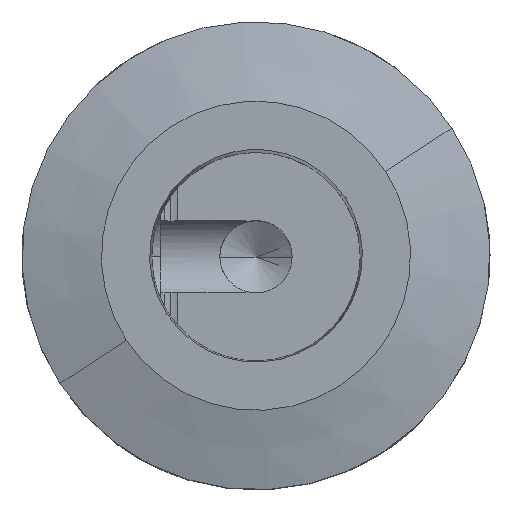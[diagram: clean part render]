
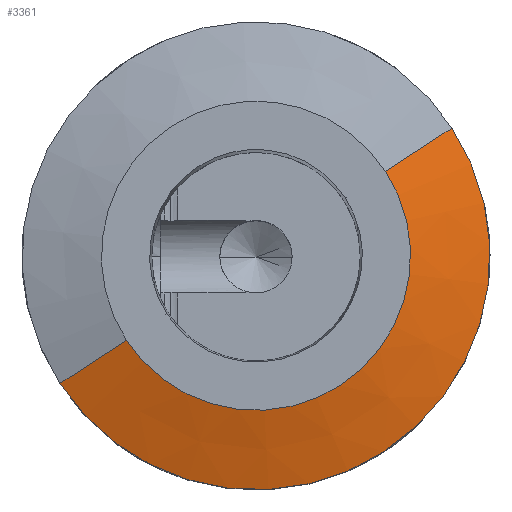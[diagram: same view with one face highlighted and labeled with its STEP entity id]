
A CAD part, top view. The second image highlights one B-rep face of the part: STEP entity #3361.
In plain terms, the highlighted conical face has half-angle 75 degrees and reference radius 14.536 mm.
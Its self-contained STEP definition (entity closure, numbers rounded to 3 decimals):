
#626 = CARTESIAN_POINT ( 'NONE',  ( 0., 0., 87. ) ) ;
#638 = EDGE_CURVE ( 'NONE', #4783, #1713, #5592, .T. ) ;
#1049 = ORIENTED_EDGE ( 'NONE', *, *, #6310, .T. ) ;
#1055 = AXIS2_PLACEMENT_3D ( 'NONE', #626, #4750, #2119 ) ;
#1133 = CARTESIAN_POINT ( 'NONE',  ( 12.178, 7.936, 87. ) ) ;
#1291 = DIRECTION ( 'NONE',  ( 0., 0., -1. ) ) ;
#1713 = VERTEX_POINT ( 'NONE', #3791 ) ;
#1861 = LINE ( 'NONE', #1971, #6575 ) ;
#1966 = CARTESIAN_POINT ( 'NONE',  ( 0., 0., 87. ) ) ;
#1971 = CARTESIAN_POINT ( 'NONE',  ( -12.178, -7.936, 87. ) ) ;
#2119 = DIRECTION ( 'NONE',  ( -0.838, -0.546, 0. ) ) ;
#2489 = EDGE_CURVE ( 'NONE', #5131, #4783, #4296, .T. ) ;
#2523 = ORIENTED_EDGE ( 'NONE', *, *, #3853, .T. ) ;
#2575 = AXIS2_PLACEMENT_3D ( 'NONE', #5950, #1291, #5932 ) ;
#2806 = FACE_OUTER_BOUND ( 'NONE', #4591, .T. ) ;
#2894 = ORIENTED_EDGE ( 'NONE', *, *, #2489, .F. ) ;
#3069 = CIRCLE ( 'NONE', #5448, 14.536 ) ;
#3361 = ADVANCED_FACE ( 'NONE', ( #2806 ), #6694, .T. ) ;
#3765 = DIRECTION ( 'NONE',  ( 0.809, 0.527, -0.259 ) ) ;
#3791 = CARTESIAN_POINT ( 'NONE',  ( -18.432, -12.011, 85. ) ) ;
#3853 = EDGE_CURVE ( 'NONE', #4573, #1713, #1861, .T. ) ;
#4061 = CARTESIAN_POINT ( 'NONE',  ( 12.178, 7.936, 87. ) ) ;
#4296 = LINE ( 'NONE', #1133, #5904 ) ;
#4573 = VERTEX_POINT ( 'NONE', #4599 ) ;
#4591 = EDGE_LOOP ( 'NONE', ( #2894, #1049, #2523, #6456 ) ) ;
#4599 = CARTESIAN_POINT ( 'NONE',  ( -12.178, -7.936, 87. ) ) ;
#4750 = DIRECTION ( 'NONE',  ( 0., 0., -1. ) ) ;
#4783 = VERTEX_POINT ( 'NONE', #6312 ) ;
#5086 = DIRECTION ( 'NONE',  ( 0., 0., -1. ) ) ;
#5131 = VERTEX_POINT ( 'NONE', #4061 ) ;
#5448 = AXIS2_PLACEMENT_3D ( 'NONE', #1966, #5086, #6626 ) ;
#5592 = CIRCLE ( 'NONE', #2575, 22. ) ;
#5607 = DIRECTION ( 'NONE',  ( -0.809, -0.527, -0.259 ) ) ;
#5904 = VECTOR ( 'NONE', #3765, 1000. ) ;
#5932 = DIRECTION ( 'NONE',  ( -0.838, -0.546, 0. ) ) ;
#5950 = CARTESIAN_POINT ( 'NONE',  ( 0., 0., 85. ) ) ;
#6310 = EDGE_CURVE ( 'NONE', #5131, #4573, #3069, .T. ) ;
#6312 = CARTESIAN_POINT ( 'NONE',  ( 18.432, 12.011, 85. ) ) ;
#6456 = ORIENTED_EDGE ( 'NONE', *, *, #638, .F. ) ;
#6575 = VECTOR ( 'NONE', #5607, 1000. ) ;
#6626 = DIRECTION ( 'NONE',  ( -0.838, -0.546, 0. ) ) ;
#6694 = CONICAL_SURFACE ( 'NONE', #1055, 14.536, 1.309 ) ;
